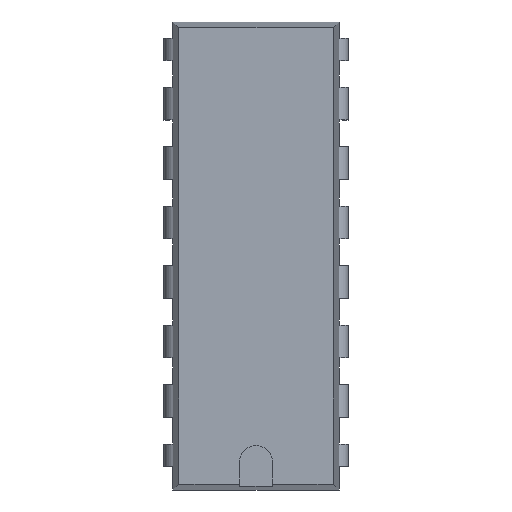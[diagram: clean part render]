
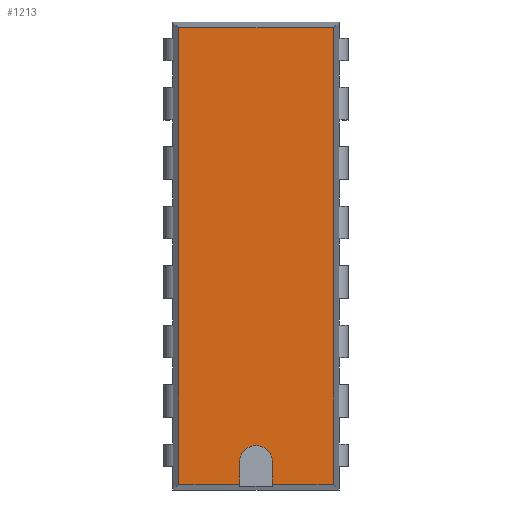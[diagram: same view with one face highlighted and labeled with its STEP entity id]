
A CAD part, top view. The second image highlights one B-rep face of the part: STEP entity #1213.
In plain terms, the highlighted planar face has unit normal (0, 0, 1).
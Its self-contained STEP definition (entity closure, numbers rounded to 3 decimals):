
#1106 = VERTEX_POINT ( 'NONE', #4552 ) ;
#1107 = VERTEX_POINT ( 'NONE', #4551 ) ;
#1110 = ORIENTED_EDGE ( 'NONE', *, *, #1111, .T. ) ;
#1111 = EDGE_CURVE ( 'NONE', #1152, #1210, #4749, .T. ) ;
#1149 = EDGE_LOOP ( 'NONE', ( #1154, #1110, #1161, #1178, #1169, #1208, #1214, #1211 ) ) ;
#1150 = EDGE_CURVE ( 'NONE', #1206, #1176, #4762, .T. ) ;
#1151 = EDGE_CURVE ( 'NONE', #1206, #1106, #4665, .T. ) ;
#1152 = VERTEX_POINT ( 'NONE', #4661 ) ;
#1153 = VERTEX_POINT ( 'NONE', #4660 ) ;
#1154 = ORIENTED_EDGE ( 'NONE', *, *, #1155, .T. ) ;
#1155 = EDGE_CURVE ( 'NONE', #1176, #1152, #4659, .T. ) ;
#1161 = ORIENTED_EDGE ( 'NONE', *, *, #1162, .T. ) ;
#1162 = EDGE_CURVE ( 'NONE', #1210, #1107, #4674, .T. ) ;
#1169 = ORIENTED_EDGE ( 'NONE', *, *, #1170, .T. ) ;
#1170 = EDGE_CURVE ( 'NONE', #1153, #1171, #4634, .T. ) ;
#1171 = VERTEX_POINT ( 'NONE', #4690 ) ;
#1172 = EDGE_CURVE ( 'NONE', #1107, #1153, #4689, .T. ) ;
#1175 = EDGE_CURVE ( 'NONE', #1106, #1171, #4707, .T. ) ;
#1176 = VERTEX_POINT ( 'NONE', #4703 ) ;
#1178 = ORIENTED_EDGE ( 'NONE', *, *, #1172, .T. ) ;
#1206 = VERTEX_POINT ( 'NONE', #4771 ) ;
#1208 = ORIENTED_EDGE ( 'NONE', *, *, #1175, .F. ) ;
#1210 = VERTEX_POINT ( 'NONE', #4974 ) ;
#1211 = ORIENTED_EDGE ( 'NONE', *, *, #1150, .T. ) ;
#1213 = ADVANCED_FACE ( 'NONE', ( #4918 ), #4856, .T. ) ;
#1214 = ORIENTED_EDGE ( 'NONE', *, *, #1151, .F. ) ;
#4551 = CARTESIAN_POINT ( 'NONE',  ( 0.7, -8.8, 5.1 ) ) ;
#4552 = CARTESIAN_POINT ( 'NONE',  ( 3.3, 9.75, 5.1 ) ) ;
#4631 = DIRECTION ( 'NONE',  ( 1., 0., 0. ) ) ;
#4632 = VECTOR ( 'NONE', #4631, 1000. ) ;
#4633 = CARTESIAN_POINT ( 'NONE',  ( -3.55, -9.75, 5.1 ) ) ;
#4634 = LINE ( 'NONE', #4633, #4632 ) ;
#4656 = DIRECTION ( 'NONE',  ( 1., 0., 0. ) ) ;
#4657 = VECTOR ( 'NONE', #4656, 1000. ) ;
#4658 = CARTESIAN_POINT ( 'NONE',  ( -3.55, -9.75, 5.1 ) ) ;
#4659 = LINE ( 'NONE', #4658, #4657 ) ;
#4660 = CARTESIAN_POINT ( 'NONE',  ( 0.7, -9.75, 5.1 ) ) ;
#4661 = CARTESIAN_POINT ( 'NONE',  ( -0.7, -9.75, 5.1 ) ) ;
#4662 = DIRECTION ( 'NONE',  ( 1., 0., 0. ) ) ;
#4663 = VECTOR ( 'NONE', #4662, 1000. ) ;
#4664 = CARTESIAN_POINT ( 'NONE',  ( -3.55, 9.75, 5.1 ) ) ;
#4665 = LINE ( 'NONE', #4664, #4663 ) ;
#4666 = DIRECTION ( 'NONE',  ( 0., -1., 0. ) ) ;
#4667 = VECTOR ( 'NONE', #4666, 1000. ) ;
#4670 = DIRECTION ( 'NONE',  ( -1., 0., 0. ) ) ;
#4671 = DIRECTION ( 'NONE',  ( 0., 0., -1. ) ) ;
#4672 = CARTESIAN_POINT ( 'NONE',  ( 0., -8.8, 5.1 ) ) ;
#4673 = AXIS2_PLACEMENT_3D ( 'NONE', #4672, #4671, #4670 ) ;
#4674 = CIRCLE ( 'NONE', #4673, 0.7 ) ;
#4686 = DIRECTION ( 'NONE',  ( 0., -1., 0. ) ) ;
#4687 = VECTOR ( 'NONE', #4686, 1000. ) ;
#4688 = CARTESIAN_POINT ( 'NONE',  ( 0.7, -8.8, 5.1 ) ) ;
#4689 = LINE ( 'NONE', #4688, #4687 ) ;
#4690 = CARTESIAN_POINT ( 'NONE',  ( 3.3, -9.75, 5.1 ) ) ;
#4703 = CARTESIAN_POINT ( 'NONE',  ( -3.3, -9.75, 5.1 ) ) ;
#4704 = DIRECTION ( 'NONE',  ( 0., -1., 0. ) ) ;
#4705 = VECTOR ( 'NONE', #4704, 1000. ) ;
#4706 = CARTESIAN_POINT ( 'NONE',  ( 3.3, 10., 5.1 ) ) ;
#4707 = LINE ( 'NONE', #4706, #4705 ) ;
#4734 = DIRECTION ( 'NONE',  ( 0., 1., 0. ) ) ;
#4747 = VECTOR ( 'NONE', #4734, 1000. ) ;
#4748 = CARTESIAN_POINT ( 'NONE',  ( -0.7, -10., 5.1 ) ) ;
#4749 = LINE ( 'NONE', #4748, #4747 ) ;
#4761 = CARTESIAN_POINT ( 'NONE',  ( -3.3, 10., 5.1 ) ) ;
#4762 = LINE ( 'NONE', #4761, #4667 ) ;
#4771 = CARTESIAN_POINT ( 'NONE',  ( -3.3, 9.75, 5.1 ) ) ;
#4855 = AXIS2_PLACEMENT_3D ( 'NONE', #4926, #4925, #4924 ) ;
#4856 = PLANE ( 'NONE',  #4855 ) ;
#4918 = FACE_OUTER_BOUND ( 'NONE', #1149, .T. ) ;
#4924 = DIRECTION ( 'NONE',  ( 1., 0., 0. ) ) ;
#4925 = DIRECTION ( 'NONE',  ( 0., 0., 1. ) ) ;
#4926 = CARTESIAN_POINT ( 'NONE',  ( 3.3, 10., 5.1 ) ) ;
#4974 = CARTESIAN_POINT ( 'NONE',  ( -0.7, -8.8, 5.1 ) ) ;
